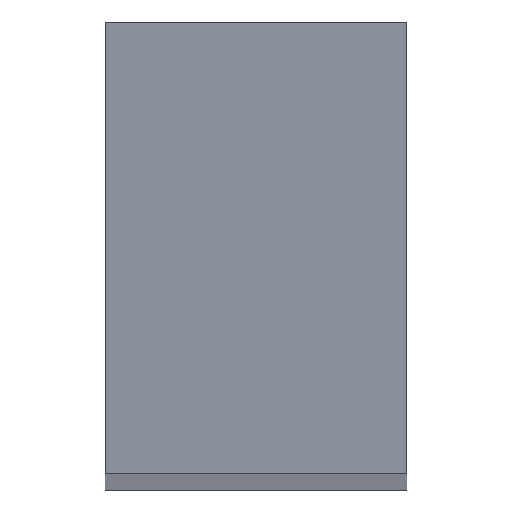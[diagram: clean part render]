
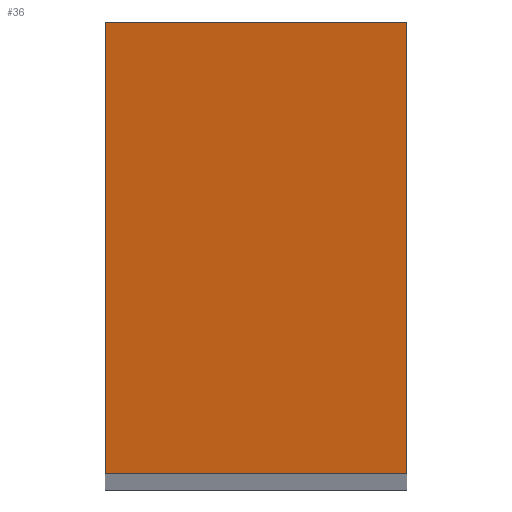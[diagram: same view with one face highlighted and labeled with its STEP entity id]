
A CAD part, top view. The second image highlights one B-rep face of the part: STEP entity #36.
In plain terms, the highlighted planar face has unit normal (0, -0.156, 0.988).
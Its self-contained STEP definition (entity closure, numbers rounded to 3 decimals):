
#8 = AXIS2_PLACEMENT_3D ( 'NONE', #13, #100, #104 ) ;
#10 = CARTESIAN_POINT ( 'NONE',  ( 20., -30., 1246.497 ) ) ;
#13 = CARTESIAN_POINT ( 'NONE',  ( -20., 30., 1256. ) ) ;
#14 = CARTESIAN_POINT ( 'NONE',  ( -20., -30., 1246.497 ) ) ;
#22 = EDGE_LOOP ( 'NONE', ( #149, #63, #147, #114 ) ) ;
#28 = EDGE_CURVE ( 'NONE', #148, #65, #85, .T. ) ;
#36 = ADVANCED_FACE ( 'NONE', ( #40 ), #103, .T. ) ;
#38 = VERTEX_POINT ( 'NONE', #10 ) ;
#40 = FACE_OUTER_BOUND ( 'NONE', #22, .T. ) ;
#47 = LINE ( 'NONE', #200, #111 ) ;
#48 = VECTOR ( 'NONE', #59, 1000. ) ;
#59 = DIRECTION ( 'NONE',  ( 1., 0., 0. ) ) ;
#62 = CARTESIAN_POINT ( 'NONE',  ( -20., 30., 1256. ) ) ;
#63 = ORIENTED_EDGE ( 'NONE', *, *, #28, .T. ) ;
#65 = VERTEX_POINT ( 'NONE', #92 ) ;
#85 = LINE ( 'NONE', #121, #94 ) ;
#86 = EDGE_CURVE ( 'NONE', #38, #148, #47, .T. ) ;
#92 = CARTESIAN_POINT ( 'NONE',  ( -20., 30., 1256. ) ) ;
#94 = VECTOR ( 'NONE', #178, 1000. ) ;
#100 = DIRECTION ( 'NONE',  ( 0., -0.156, 0.988 ) ) ;
#103 = PLANE ( 'NONE',  #8 ) ;
#104 = DIRECTION ( 'NONE',  ( 0., -0.988, -0.156 ) ) ;
#106 = DIRECTION ( 'NONE',  ( 0., 0.988, 0.156 ) ) ;
#111 = VECTOR ( 'NONE', #106, 1000. ) ;
#114 = ORIENTED_EDGE ( 'NONE', *, *, #193, .T. ) ;
#121 = CARTESIAN_POINT ( 'NONE',  ( -20., 30., 1256. ) ) ;
#134 = VECTOR ( 'NONE', #168, 1000. ) ;
#143 = LINE ( 'NONE', #156, #48 ) ;
#144 = LINE ( 'NONE', #62, #134 ) ;
#147 = ORIENTED_EDGE ( 'NONE', *, *, #153, .T. ) ;
#148 = VERTEX_POINT ( 'NONE', #199 ) ;
#149 = ORIENTED_EDGE ( 'NONE', *, *, #86, .T. ) ;
#153 = EDGE_CURVE ( 'NONE', #65, #187, #144, .T. ) ;
#156 = CARTESIAN_POINT ( 'NONE',  ( -20., -30., 1246.497 ) ) ;
#168 = DIRECTION ( 'NONE',  ( 0., -0.988, -0.156 ) ) ;
#178 = DIRECTION ( 'NONE',  ( -1., 0., 0. ) ) ;
#187 = VERTEX_POINT ( 'NONE', #14 ) ;
#193 = EDGE_CURVE ( 'NONE', #187, #38, #143, .T. ) ;
#199 = CARTESIAN_POINT ( 'NONE',  ( 20., 30., 1256. ) ) ;
#200 = CARTESIAN_POINT ( 'NONE',  ( 20., 30., 1256. ) ) ;
